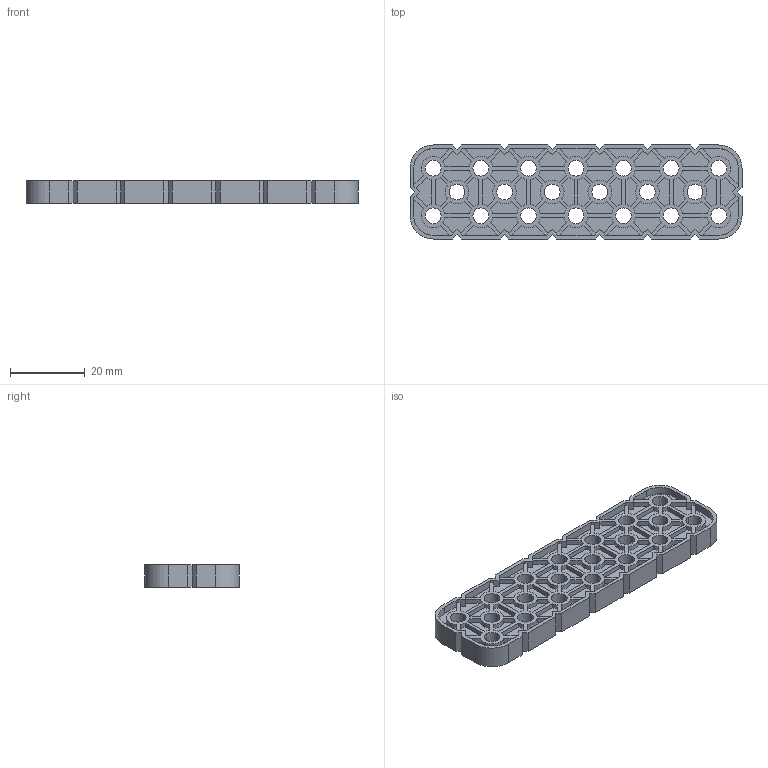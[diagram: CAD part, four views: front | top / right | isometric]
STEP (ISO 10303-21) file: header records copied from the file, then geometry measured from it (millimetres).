
FILE_DESCRIPTION (( 'STEP AP203' ), '1' );
FILE_NAME ('228-2500-022.STEP', '2015-04-27T16:13:30', ( '' ), ( '' ), 'SwSTEP 2.0', 'SolidWorks 2014', '' );
FILE_SCHEMA (( 'CONFIG_CONTROL_DESIGN' ));
Length unit declared in the file: millimetre
Products named in the file (1): 228-2500-022
Bounding box: 88.6 x 25.1 x 6.1 mm (x, y, z)
Volume: 6403.2 mm3; surface area: 9504.4 mm2
Topology: 1 solids, 1 shells, 830 faces, 2334 edges, 1556 vertices
Faces by surface type: plane 530, cylinder 300
Entity records: 26955 total; most frequent: CARTESIAN_POINT 4721, ORIENTED_EDGE 4668, DIRECTION 4596, EDGE_CURVE 2334, LINE 1734, VECTOR 1734, VERTEX_POINT 1556, AXIS2_PLACEMENT_3D 1431
